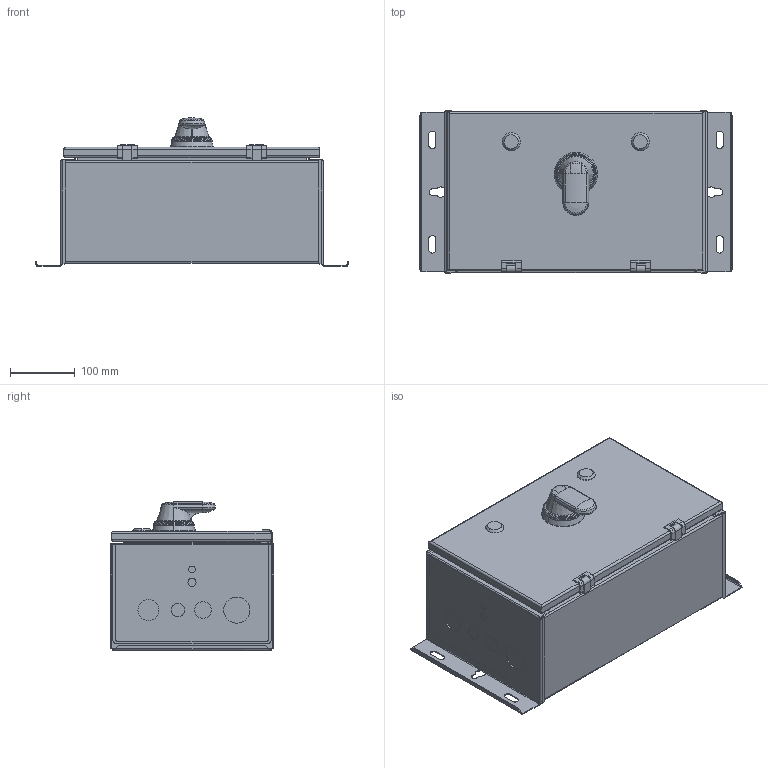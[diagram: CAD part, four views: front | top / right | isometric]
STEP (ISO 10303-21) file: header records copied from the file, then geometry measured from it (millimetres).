
FILE_DESCRIPTION((''),'2;1');
FILE_NAME('OT160EVLUU3BZ_SIMPLIFIED','2017-01-10T',('fijaleh7'),(''),'CREO PARAMETRIC BY PTC INC, 2016050','CREO PARAMETRIC BY PTC INC, 2016050','');
FILE_SCHEMA(('CONFIG_CONTROL_DESIGN'));
Length unit declared in the file: millimetre
Products named in the file (1): OT160EVLUU3BZ_SIMPLIFIED
Bounding box: 483.5 x 253 x 229.75 mm (x, y, z)
Volume: 18170994.8 mm3; surface area: 716701.1 mm2
Topology: 1 solids, 1 shells, 564 faces, 1466 edges, 910 vertices
Faces by surface type: plane 281, cylinder 198, torus 50, bspline 15, cone 13, sphere 6, extrusion 1
Entity records: 23535 total; most frequent: CARTESIAN_POINT 4621, DIRECTION 2979, ORIENTED_EDGE 2920, EDGE_CURVE 1460, AXIS2_PLACEMENT_3D 1029, VECTOR 921, LINE 920, VERTEX_POINT 910
